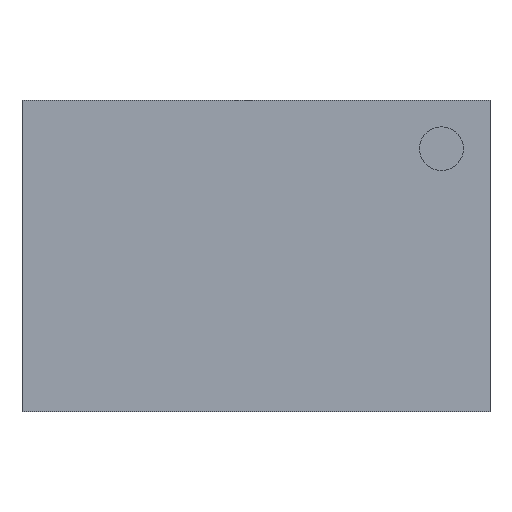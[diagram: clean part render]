
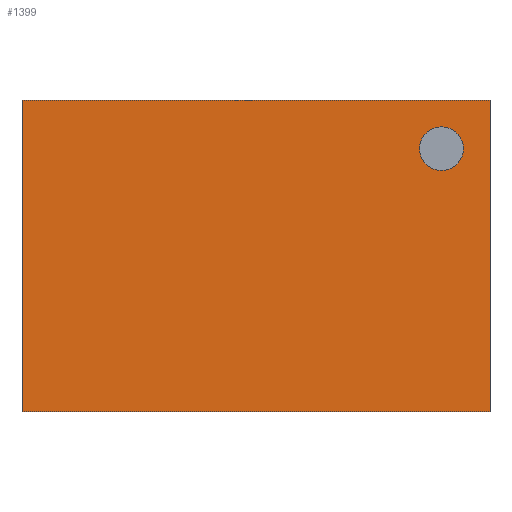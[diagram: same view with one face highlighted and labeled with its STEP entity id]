
A CAD part, top view. The second image highlights one B-rep face of the part: STEP entity #1399.
In plain terms, the highlighted planar face has unit normal (0, 0, 1).
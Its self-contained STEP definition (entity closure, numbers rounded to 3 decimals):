
#48=LINE('',#2646,#60);
#49=LINE('',#2649,#61);
#50=LINE('',#2651,#62);
#51=LINE('',#2653,#63);
#60=VECTOR('',#2028,1.);
#61=VECTOR('',#2029,1.);
#62=VECTOR('',#2030,1.);
#63=VECTOR('',#2031,1.);
#70=PLANE('',#1619);
#191=ORIENTED_EDGE('',*,*,#552,.T.);
#192=ORIENTED_EDGE('',*,*,#551,.T.);
#193=ORIENTED_EDGE('',*,*,#554,.T.);
#194=ORIENTED_EDGE('',*,*,#553,.T.);
#195=ORIENTED_EDGE('',*,*,#559,.T.);
#196=ORIENTED_EDGE('',*,*,#560,.T.);
#197=ORIENTED_EDGE('',*,*,#561,.T.);
#198=ORIENTED_EDGE('',*,*,#562,.T.);
#551=EDGE_CURVE('',#741,#742,#885,.T.);
#552=EDGE_CURVE('',#743,#741,#886,.T.);
#553=EDGE_CURVE('',#744,#743,#887,.T.);
#554=EDGE_CURVE('',#742,#744,#888,.T.);
#559=EDGE_CURVE('',#749,#750,#48,.T.);
#560=EDGE_CURVE('',#750,#751,#49,.T.);
#561=EDGE_CURVE('',#751,#752,#50,.T.);
#562=EDGE_CURVE('',#752,#749,#51,.T.);
#741=VERTEX_POINT('',#2629);
#742=VERTEX_POINT('',#2630);
#743=VERTEX_POINT('',#2632);
#744=VERTEX_POINT('',#2634);
#749=VERTEX_POINT('',#2647);
#750=VERTEX_POINT('',#2648);
#751=VERTEX_POINT('',#2650);
#752=VERTEX_POINT('',#2652);
#885=CIRCLE('',#1614,0.07);
#886=CIRCLE('',#1615,0.07);
#887=CIRCLE('',#1616,0.07);
#888=CIRCLE('',#1617,0.07);
#1065=EDGE_LOOP('',(#191,#192,#193,#194));
#1066=EDGE_LOOP('',(#195,#196,#197,#198));
#1187=FACE_BOUND('',#1065,.T.);
#1188=FACE_BOUND('',#1066,.T.);
#1399=ADVANCED_FACE('',(#1187,#1188),#70,.T.);
#1614=AXIS2_PLACEMENT_3D('',#2628,#2012,#2013);
#1615=AXIS2_PLACEMENT_3D('',#2631,#2014,#2015);
#1616=AXIS2_PLACEMENT_3D('',#2633,#2016,#2017);
#1617=AXIS2_PLACEMENT_3D('',#2635,#2018,#2019);
#1619=AXIS2_PLACEMENT_3D('',#2645,#2026,#2027);
#2012=DIRECTION('',(0.,0.,-1.));
#2013=DIRECTION('',(1.,0.,0.));
#2014=DIRECTION('',(0.,0.,-1.));
#2015=DIRECTION('',(0.,-1.,0.));
#2016=DIRECTION('',(0.,0.,-1.));
#2017=DIRECTION('',(1.,0.,0.));
#2018=DIRECTION('',(0.,0.,-1.));
#2019=DIRECTION('',(0.,-1.,0.));
#2026=DIRECTION('',(0.,0.,1.));
#2027=DIRECTION('',(-1.,0.,0.));
#2028=DIRECTION('',(1.,0.,0.));
#2029=DIRECTION('',(0.,1.,0.));
#2030=DIRECTION('',(-1.,0.,0.));
#2031=DIRECTION('',(0.,-1.,0.));
#2628=CARTESIAN_POINT('',(1.34,0.84,0.32));
#2629=CARTESIAN_POINT('',(1.34,0.91,0.32));
#2630=CARTESIAN_POINT('',(1.41,0.84,0.32));
#2631=CARTESIAN_POINT('',(1.34,0.84,0.32));
#2632=CARTESIAN_POINT('',(1.27,0.84,0.32));
#2633=CARTESIAN_POINT('',(1.34,0.84,0.32));
#2634=CARTESIAN_POINT('',(1.34,0.77,0.32));
#2635=CARTESIAN_POINT('',(1.34,0.84,0.32));
#2645=CARTESIAN_POINT('',(1.495,0.995,0.32));
#2646=CARTESIAN_POINT('',(0.,0.,0.32));
#2647=CARTESIAN_POINT('',(0.,0.,0.32));
#2648=CARTESIAN_POINT('',(1.495,0.,0.32));
#2649=CARTESIAN_POINT('',(1.495,0.,0.32));
#2650=CARTESIAN_POINT('',(1.495,0.995,0.32));
#2651=CARTESIAN_POINT('',(1.495,0.995,0.32));
#2652=CARTESIAN_POINT('',(0.,0.995,0.32));
#2653=CARTESIAN_POINT('',(0.,0.995,0.32));
